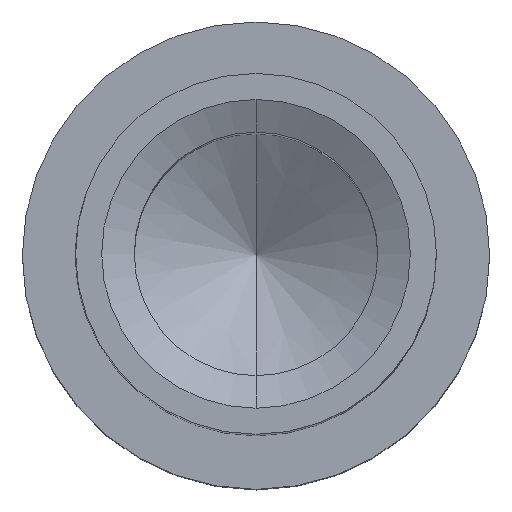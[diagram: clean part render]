
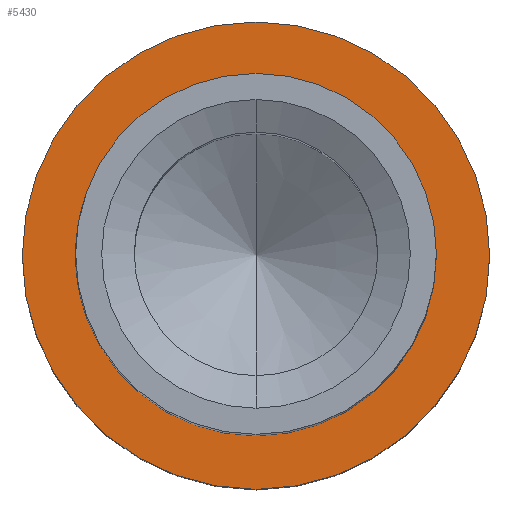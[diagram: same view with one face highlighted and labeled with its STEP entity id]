
A CAD part, top view. The second image highlights one B-rep face of the part: STEP entity #5430.
In plain terms, the highlighted face is planar.
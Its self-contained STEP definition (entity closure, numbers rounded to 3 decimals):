
#4880=CARTESIAN_POINT('',(-4.8,-0.725,
0.));
#4890=VERTEX_POINT('',#4880);
#4970=CARTESIAN_POINT('',(-4.8,0.725,
0.));
#4980=VERTEX_POINT('',#4970);
#5010=CARTESIAN_POINT('',(-4.8,0.,
0.));
#5020=DIRECTION('',(1.,0.,0.));
#5030=DIRECTION('',(0.,0.,-1.));
#5040=AXIS2_PLACEMENT_3D('',#5010,#5020,#5030);
#5050=CIRCLE('',#5040,0.725);
#5060=EDGE_CURVE('',#4890,#4980,#5050,.T.);
#5180=CARTESIAN_POINT('',(-4.8,0.,0.));
#5190=DIRECTION('',(1.,0.,0.));
#5200=DIRECTION('',(0.,-1.,0.));
#5210=AXIS2_PLACEMENT_3D('',#5180,#5190,#5200);
#5220=PLANE('',#5210);
#5230=CARTESIAN_POINT('',(-4.8,0.,
0.));
#5240=DIRECTION('',(1.,0.,0.));
#5250=DIRECTION('',(0.,-1.,0.));
#5260=AXIS2_PLACEMENT_3D('',#5230,#5240,#5250);
#5270=CIRCLE('',#5260,1.075);
#5280=CARTESIAN_POINT('',(-4.8,1.075,0.));
#5290=VERTEX_POINT('',#5280);
#5300=CARTESIAN_POINT('',(-4.8,-1.075,
0.));
#5310=VERTEX_POINT('',#5300);
#5320=EDGE_CURVE('',#5290,#5310,#5270,.T.);
#5330=ORIENTED_EDGE('',*,*,#5320,.T.);
#5340=EDGE_CURVE('',#5310,#5290,#5270,.T.);
#5350=ORIENTED_EDGE('',*,*,#5340,.T.);
#5360=EDGE_LOOP('',(#5350,#5330));
#5370=FACE_OUTER_BOUND('',#5360,.T.);
#5380=EDGE_CURVE('',#4980,#4890,#5050,.T.);
#5390=ORIENTED_EDGE('',*,*,#5380,.F.);
#5400=ORIENTED_EDGE('',*,*,#5060,.F.);
#5410=EDGE_LOOP('',(#5400,#5390));
#5420=FACE_BOUND('',#5410,.T.);
#5430=ADVANCED_FACE('',(#5370,#5420),#5220,.T.);
